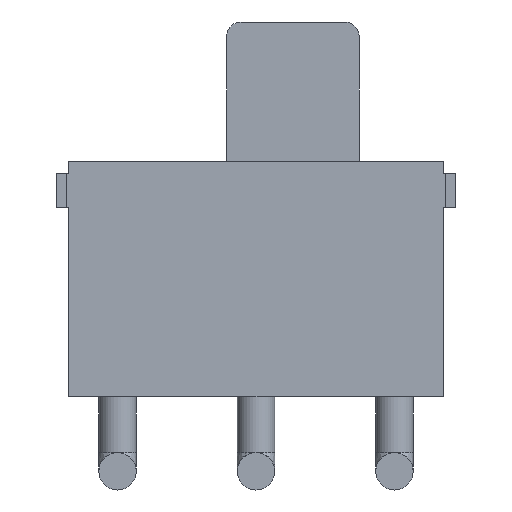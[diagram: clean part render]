
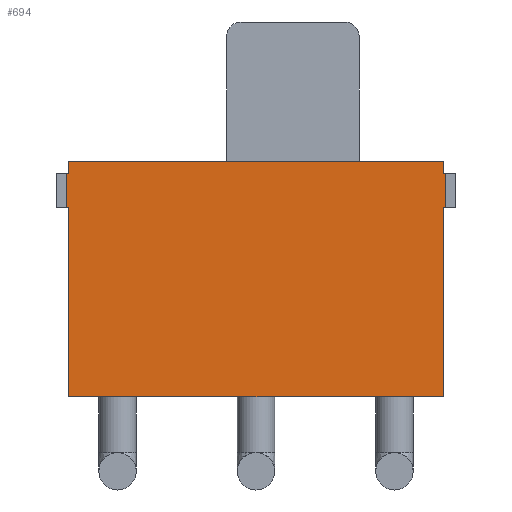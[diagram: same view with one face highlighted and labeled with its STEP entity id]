
A CAD part, front view. The second image highlights one B-rep face of the part: STEP entity #694.
In plain terms, the highlighted planar face has unit normal (0, -1, 0).
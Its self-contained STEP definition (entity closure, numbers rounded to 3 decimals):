
#43=PLANE('',#748);
#82=FACE_OUTER_BOUND('',#128,.T.);
#128=EDGE_LOOP('',(#565,#566,#567,#568,#569,#570,#571,#572,#573,#574,#575,
#576));
#189=LINE('',#1140,#263);
#193=LINE('',#1148,#267);
#199=LINE('',#1160,#273);
#202=LINE('',#1165,#276);
#204=LINE('',#1168,#278);
#205=LINE('',#1170,#279);
#206=LINE('',#1172,#280);
#207=LINE('',#1173,#281);
#208=LINE('',#1174,#282);
#209=LINE('',#1176,#283);
#210=LINE('',#1178,#284);
#211=LINE('',#1179,#285);
#263=VECTOR('',#869,0.415);
#267=VECTOR('',#873,6.415);
#273=VECTOR('',#883,6.415);
#276=VECTOR('',#886,0.415);
#278=VECTOR('',#890,12.7);
#279=VECTOR('',#891,0.075);
#280=VECTOR('',#892,1.17);
#281=VECTOR('',#893,0.075);
#282=VECTOR('',#894,12.7);
#283=VECTOR('',#895,0.075);
#284=VECTOR('',#896,1.17);
#285=VECTOR('',#897,0.075);
#352=VERTEX_POINT('',#1137);
#353=VERTEX_POINT('',#1139);
#356=VERTEX_POINT('',#1145);
#357=VERTEX_POINT('',#1147);
#360=VERTEX_POINT('',#1157);
#361=VERTEX_POINT('',#1159);
#362=VERTEX_POINT('',#1162);
#363=VERTEX_POINT('',#1164);
#364=VERTEX_POINT('',#1169);
#365=VERTEX_POINT('',#1171);
#366=VERTEX_POINT('',#1175);
#367=VERTEX_POINT('',#1177);
#427=EDGE_CURVE('',#352,#353,#189,.T.);
#431=EDGE_CURVE('',#356,#357,#193,.T.);
#437=EDGE_CURVE('',#361,#360,#199,.T.);
#440=EDGE_CURVE('',#363,#362,#202,.T.);
#442=EDGE_CURVE('',#356,#361,#204,.T.);
#443=EDGE_CURVE('',#364,#360,#205,.T.);
#444=EDGE_CURVE('',#365,#364,#206,.T.);
#445=EDGE_CURVE('',#365,#363,#207,.T.);
#446=EDGE_CURVE('',#353,#362,#208,.T.);
#447=EDGE_CURVE('',#366,#352,#209,.T.);
#448=EDGE_CURVE('',#367,#366,#210,.T.);
#449=EDGE_CURVE('',#367,#357,#211,.T.);
#565=ORIENTED_EDGE('',*,*,#442,.T.);
#566=ORIENTED_EDGE('',*,*,#437,.T.);
#567=ORIENTED_EDGE('',*,*,#443,.F.);
#568=ORIENTED_EDGE('',*,*,#444,.F.);
#569=ORIENTED_EDGE('',*,*,#445,.T.);
#570=ORIENTED_EDGE('',*,*,#440,.T.);
#571=ORIENTED_EDGE('',*,*,#446,.F.);
#572=ORIENTED_EDGE('',*,*,#427,.F.);
#573=ORIENTED_EDGE('',*,*,#447,.F.);
#574=ORIENTED_EDGE('',*,*,#448,.F.);
#575=ORIENTED_EDGE('',*,*,#449,.T.);
#576=ORIENTED_EDGE('',*,*,#431,.F.);
#694=ADVANCED_FACE('',(#82),#43,.T.);
#748=AXIS2_PLACEMENT_3D('',#1167,#888,#889);
#869=DIRECTION('',(0.,0.,1.));
#873=DIRECTION('',(0.,0.,1.));
#883=DIRECTION('',(0.,0.,1.));
#886=DIRECTION('',(0.,0.,1.));
#888=DIRECTION('center_axis',(0.,-1.,0.));
#889=DIRECTION('ref_axis',(1.,0.,0.));
#890=DIRECTION('',(1.,0.,0.));
#891=DIRECTION('',(-1.,0.,0.));
#892=DIRECTION('',(0.,0.,-1.));
#893=DIRECTION('',(-1.,0.,0.));
#894=DIRECTION('',(1.,0.,0.));
#895=DIRECTION('',(1.,0.,0.));
#896=DIRECTION('',(0.,0.,1.));
#897=DIRECTION('',(1.,0.,0.));
#1137=CARTESIAN_POINT('',(0.,0.,7.585));
#1139=CARTESIAN_POINT('',(0.,0.,8.));
#1140=CARTESIAN_POINT('',(0.,0.,0.));
#1145=CARTESIAN_POINT('',(0.,0.,0.));
#1147=CARTESIAN_POINT('',(0.,0.,6.415));
#1148=CARTESIAN_POINT('',(0.,0.,0.));
#1157=CARTESIAN_POINT('',(12.7,0.,6.415));
#1159=CARTESIAN_POINT('',(12.7,0.,0.));
#1160=CARTESIAN_POINT('',(12.7,0.,0.));
#1162=CARTESIAN_POINT('',(12.7,0.,8.));
#1164=CARTESIAN_POINT('',(12.7,0.,7.585));
#1165=CARTESIAN_POINT('',(12.7,0.,0.));
#1167=CARTESIAN_POINT('Origin',(0.,0.,0.));
#1168=CARTESIAN_POINT('',(0.,0.,0.));
#1169=CARTESIAN_POINT('',(12.775,0.,6.415));
#1170=CARTESIAN_POINT('',(12.809,0.,6.415));
#1171=CARTESIAN_POINT('',(12.775,0.,7.585));
#1172=CARTESIAN_POINT('',(12.775,0.,7.585));
#1173=CARTESIAN_POINT('',(12.775,0.,7.585));
#1174=CARTESIAN_POINT('',(0.,0.,8.));
#1175=CARTESIAN_POINT('',(-0.075,0.,7.585));
#1176=CARTESIAN_POINT('',(-0.075,0.,7.585));
#1177=CARTESIAN_POINT('',(-0.075,0.,6.415));
#1178=CARTESIAN_POINT('',(-0.075,0.,6.415));
#1179=CARTESIAN_POINT('',(-0.109,0.,6.415));
